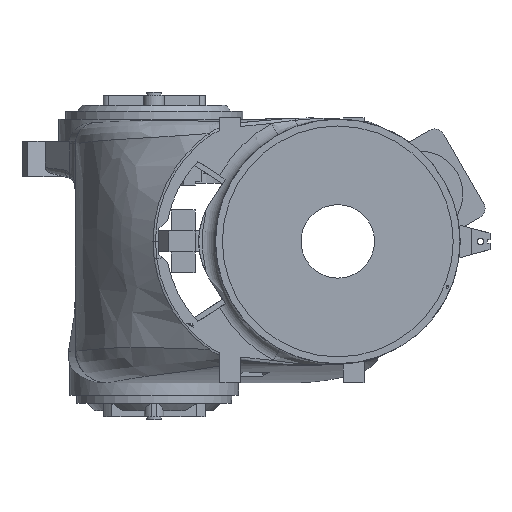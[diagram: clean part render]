
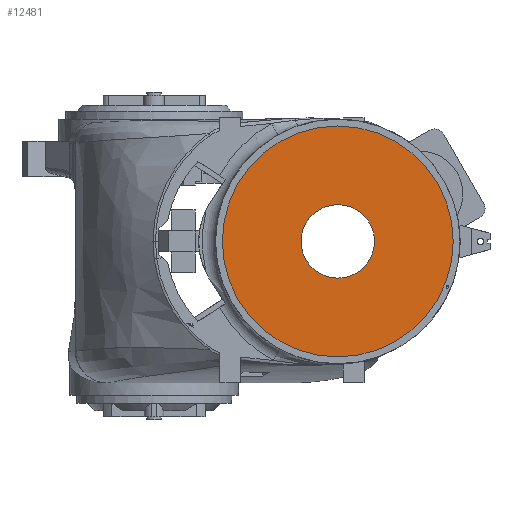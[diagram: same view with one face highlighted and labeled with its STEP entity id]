
A CAD part, front view. The second image highlights one B-rep face of the part: STEP entity #12481.
In plain terms, the highlighted planar face has unit normal (0, -1, 0).
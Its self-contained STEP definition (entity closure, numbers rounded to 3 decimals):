
#988 = DIRECTION ( 'NONE',  ( 0., 0., -1. ) ) ;
#2257 = DIRECTION ( 'NONE',  ( 0., 1., 0. ) ) ;
#2475 = AXIS2_PLACEMENT_3D ( 'NONE', #36552, #28501, #24964 ) ;
#2992 = FACE_BOUND ( 'NONE', #8228, .T. ) ;
#7048 = EDGE_CURVE ( 'NONE', #11381, #31195, #17442, .T. ) ;
#8042 = PLANE ( 'NONE',  #16228 ) ;
#8226 = FACE_OUTER_BOUND ( 'NONE', #33802, .T. ) ;
#8228 = EDGE_LOOP ( 'NONE', ( #28024, #21847 ) ) ;
#8959 = VERTEX_POINT ( 'NONE', #24305 ) ;
#10437 = EDGE_CURVE ( 'NONE', #31195, #11381, #11827, .T. ) ;
#10833 = CARTESIAN_POINT ( 'NONE',  ( 0., 0., 0. ) ) ;
#10855 = CARTESIAN_POINT ( 'NONE',  ( 0., 0., -70. ) ) ;
#11381 = VERTEX_POINT ( 'NONE', #27050 ) ;
#11827 = CIRCLE ( 'NONE', #32706, 70. ) ;
#12481 = ADVANCED_FACE ( 'NONE', ( #8226, #2992 ), #8042, .F. ) ;
#13264 = DIRECTION ( 'NONE',  ( 0., -1., 0. ) ) ;
#14026 = DIRECTION ( 'NONE',  ( 0., 0., -1. ) ) ;
#14195 = DIRECTION ( 'NONE',  ( 1., 0., 0. ) ) ;
#14812 = EDGE_CURVE ( 'NONE', #15141, #8959, #18572, .T. ) ;
#15141 = VERTEX_POINT ( 'NONE', #15501 ) ;
#15501 = CARTESIAN_POINT ( 'NONE',  ( 0., 0., 220. ) ) ;
#16228 = AXIS2_PLACEMENT_3D ( 'NONE', #30828, #2257, #14195 ) ;
#16432 = DIRECTION ( 'NONE',  ( 0., 0., -1. ) ) ;
#17442 = CIRCLE ( 'NONE', #24613, 70. ) ;
#18572 = CIRCLE ( 'NONE', #2475, 220. ) ;
#18719 = ORIENTED_EDGE ( 'NONE', *, *, #25074, .T. ) ;
#21140 = AXIS2_PLACEMENT_3D ( 'NONE', #30466, #32540, #14026 ) ;
#21847 = ORIENTED_EDGE ( 'NONE', *, *, #7048, .F. ) ;
#23373 = CARTESIAN_POINT ( 'NONE',  ( 0., 0., 0. ) ) ;
#24305 = CARTESIAN_POINT ( 'NONE',  ( 0., 0., -220. ) ) ;
#24613 = AXIS2_PLACEMENT_3D ( 'NONE', #23373, #34788, #988 ) ;
#24964 = DIRECTION ( 'NONE',  ( 0., 0., -1. ) ) ;
#25074 = EDGE_CURVE ( 'NONE', #8959, #15141, #33074, .T. ) ;
#27050 = CARTESIAN_POINT ( 'NONE',  ( 0., 0., 70. ) ) ;
#27817 = ORIENTED_EDGE ( 'NONE', *, *, #14812, .T. ) ;
#28024 = ORIENTED_EDGE ( 'NONE', *, *, #10437, .F. ) ;
#28501 = DIRECTION ( 'NONE',  ( 0., -1., 0. ) ) ;
#30466 = CARTESIAN_POINT ( 'NONE',  ( 0., 0., 0. ) ) ;
#30828 = CARTESIAN_POINT ( 'NONE',  ( -220., 0., 0. ) ) ;
#31195 = VERTEX_POINT ( 'NONE', #10855 ) ;
#32540 = DIRECTION ( 'NONE',  ( 0., -1., 0. ) ) ;
#32706 = AXIS2_PLACEMENT_3D ( 'NONE', #10833, #13264, #16432 ) ;
#33074 = CIRCLE ( 'NONE', #21140, 220. ) ;
#33802 = EDGE_LOOP ( 'NONE', ( #18719, #27817 ) ) ;
#34788 = DIRECTION ( 'NONE',  ( 0., -1., 0. ) ) ;
#36552 = CARTESIAN_POINT ( 'NONE',  ( 0., 0., 0. ) ) ;
